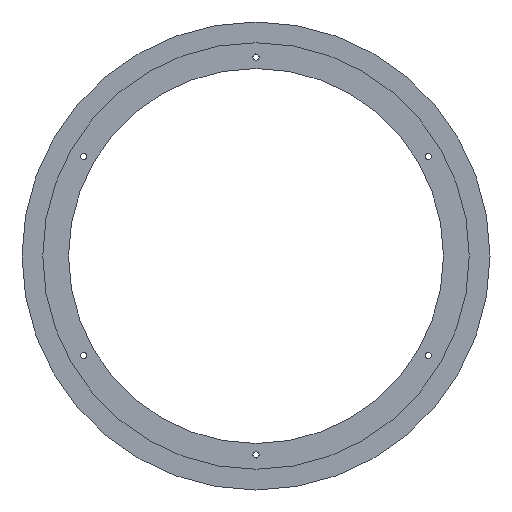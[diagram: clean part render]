
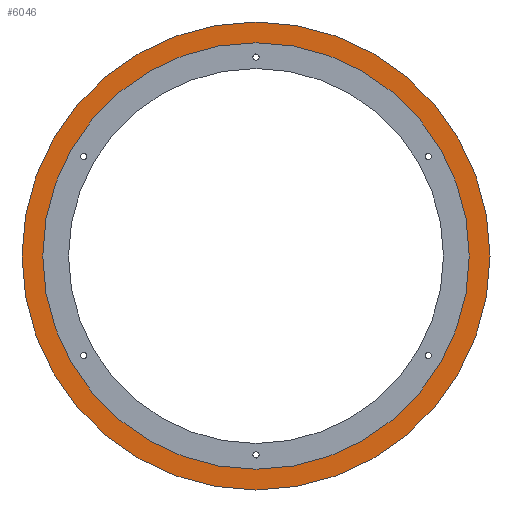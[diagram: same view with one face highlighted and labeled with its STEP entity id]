
A CAD part, left-side view. The second image highlights one B-rep face of the part: STEP entity #6046.
In plain terms, the highlighted planar face has unit normal (-1, 0, 0).
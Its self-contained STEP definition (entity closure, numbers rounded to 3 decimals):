
#199 = CARTESIAN_POINT ( 'NONE',  ( 2., 0., 0. ) ) ;
#631 = AXIS2_PLACEMENT_3D ( 'NONE', #10563, #1710, #8397 ) ;
#1710 = DIRECTION ( 'NONE',  ( -1., 0., 0. ) ) ;
#2819 = CIRCLE ( 'NONE', #14894, 163.5 ) ;
#3467 = VERTEX_POINT ( 'NONE', #3988 ) ;
#3988 = CARTESIAN_POINT ( 'NONE',  ( 2., 0., -149. ) ) ;
#5467 = DIRECTION ( 'NONE',  ( -1., 0., 0. ) ) ;
#5585 = CARTESIAN_POINT ( 'NONE',  ( 2., 0., -163.5 ) ) ;
#6046 = ADVANCED_FACE ( 'NONE', ( #16716, #25448 ), #14282, .T. ) ;
#6063 = EDGE_LOOP ( 'NONE', ( #23971, #22365 ) ) ;
#6227 = EDGE_LOOP ( 'NONE', ( #21338, #14251 ) ) ;
#6554 = CARTESIAN_POINT ( 'NONE',  ( 2., 0., 149. ) ) ;
#6965 = EDGE_CURVE ( 'NONE', #3467, #22861, #26121, .T. ) ;
#7693 = CARTESIAN_POINT ( 'NONE',  ( 2., 149., 0. ) ) ;
#7751 = CIRCLE ( 'NONE', #18216, 149. ) ;
#8025 = DIRECTION ( 'NONE',  ( -1., 0., 0. ) ) ;
#8140 = CARTESIAN_POINT ( 'NONE',  ( 2., 0., 163.5 ) ) ;
#8397 = DIRECTION ( 'NONE',  ( 0., 0., 1. ) ) ;
#9731 = EDGE_CURVE ( 'NONE', #22861, #3467, #7751, .T. ) ;
#10220 = AXIS2_PLACEMENT_3D ( 'NONE', #7693, #5467, #25384 ) ;
#10563 = CARTESIAN_POINT ( 'NONE',  ( 2., 0., 0. ) ) ;
#12099 = CARTESIAN_POINT ( 'NONE',  ( 2., 0., 0. ) ) ;
#12501 = DIRECTION ( 'NONE',  ( -1., 0., 0. ) ) ;
#13318 = CIRCLE ( 'NONE', #631, 163.5 ) ;
#14251 = ORIENTED_EDGE ( 'NONE', *, *, #16847, .T. ) ;
#14282 = PLANE ( 'NONE',  #10220 ) ;
#14894 = AXIS2_PLACEMENT_3D ( 'NONE', #199, #15880, #26941 ) ;
#15186 = VERTEX_POINT ( 'NONE', #8140 ) ;
#15880 = DIRECTION ( 'NONE',  ( -1., 0., 0. ) ) ;
#16303 = EDGE_CURVE ( 'NONE', #15186, #24053, #13318, .T. ) ;
#16716 = FACE_OUTER_BOUND ( 'NONE', #6227, .T. ) ;
#16847 = EDGE_CURVE ( 'NONE', #24053, #15186, #2819, .T. ) ;
#16926 = CARTESIAN_POINT ( 'NONE',  ( 2., 0., 0. ) ) ;
#18216 = AXIS2_PLACEMENT_3D ( 'NONE', #16926, #8025, #23663 ) ;
#20878 = AXIS2_PLACEMENT_3D ( 'NONE', #12099, #12501, #28163 ) ;
#21338 = ORIENTED_EDGE ( 'NONE', *, *, #16303, .T. ) ;
#22365 = ORIENTED_EDGE ( 'NONE', *, *, #6965, .F. ) ;
#22861 = VERTEX_POINT ( 'NONE', #6554 ) ;
#23663 = DIRECTION ( 'NONE',  ( 0., 0., 1. ) ) ;
#23971 = ORIENTED_EDGE ( 'NONE', *, *, #9731, .F. ) ;
#24053 = VERTEX_POINT ( 'NONE', #5585 ) ;
#25384 = DIRECTION ( 'NONE',  ( 0., 0., 1. ) ) ;
#25448 = FACE_BOUND ( 'NONE', #6063, .T. ) ;
#26121 = CIRCLE ( 'NONE', #20878, 149. ) ;
#26941 = DIRECTION ( 'NONE',  ( 0., 0., 1. ) ) ;
#28163 = DIRECTION ( 'NONE',  ( 0., 0., 1. ) ) ;
